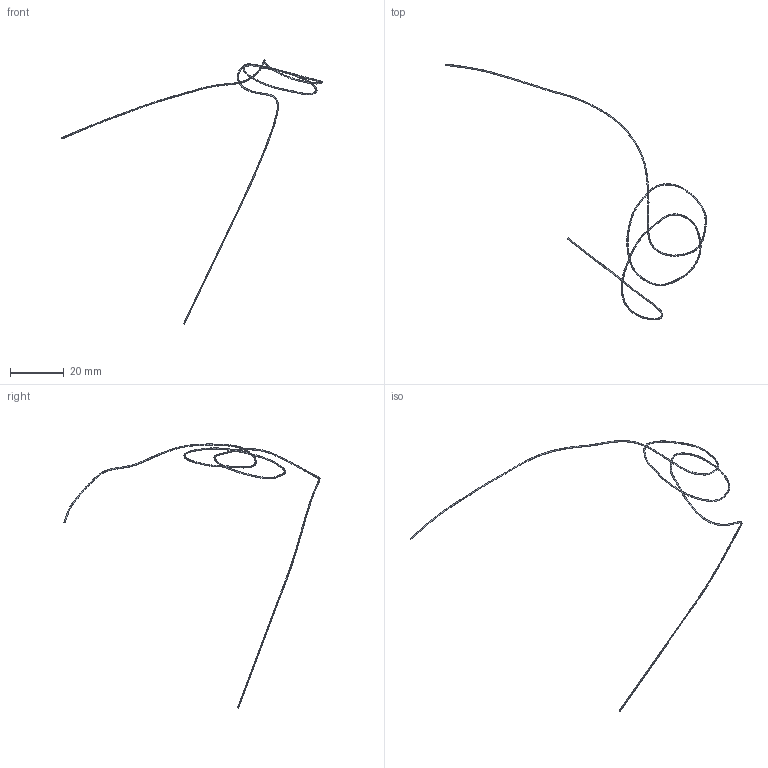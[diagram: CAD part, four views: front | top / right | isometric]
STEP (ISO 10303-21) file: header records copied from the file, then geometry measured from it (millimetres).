
FILE_DESCRIPTION(('STEP AP214'),'1');
FILE_NAME('Adult_DBS_07_Lead_Right.step','2024-02-05T22:18:44',(' '),('ANSOFT Corporation'),'Spatial InterOp 3D',' ',' ');
FILE_SCHEMA(('AUTOMOTIVE_DESIGN { 1 0 10303 214 1 1 1 1 }'));
Length unit declared in the file: millimetre
Products named in the file (1): Lead_right
Bounding box: 97.5 x 95.67 x 98.68 mm (x, y, z)
Volume: 83.7 mm3; surface area: 670 mm2
Topology: 1 solids, 1 shells, 458 faces, 1184 edges, 728 vertices
Faces by surface type: cylinder 456, plane 2
Entity records: 14168 total; most frequent: DIRECTION 2830, CARTESIAN_POINT 2371, ORIENTED_EDGE 2368, AXIS2_PLACEMENT_3D 1187, EDGE_CURVE 1184, VERTEX_POINT 728, ELLIPSE 674, ADVANCED_FACE 458
